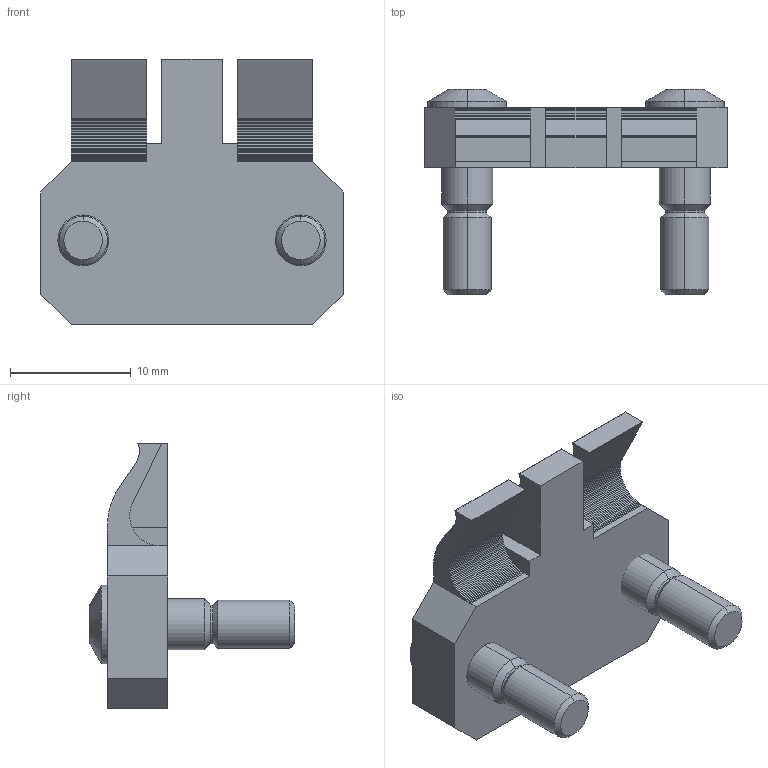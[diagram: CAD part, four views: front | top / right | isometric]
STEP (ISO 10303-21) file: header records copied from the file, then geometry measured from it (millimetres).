
FILE_DESCRIPTION (( 'STEP AP214' ), '1' );
FILE_NAME ('25105.STEP', '2016-07-28T15:39:21', ( 'Mike W' ), ( '' ), 'SwSTEP 2.0', 'SolidWorks 2016', '' );
FILE_SCHEMA (( 'AUTOMOTIVE_DESIGN' ));
Length unit declared in the file: inch
Products named in the file (1): 25105
Bounding box: 25 x 17 x 22 mm (x, y, z)
Volume: 2329.4 mm3; surface area: 1904.1 mm2
Topology: 2 solids, 2 shells, 259 faces, 719 edges, 468 vertices
Faces by surface type: plane 221, cone 20, cylinder 18
Entity records: 8487 total; most frequent: CARTESIAN_POINT 1447, ORIENTED_EDGE 1438, DIRECTION 1285, EDGE_CURVE 719, LINE 673, VECTOR 673, VERTEX_POINT 468, AXIS2_PLACEMENT_3D 306
